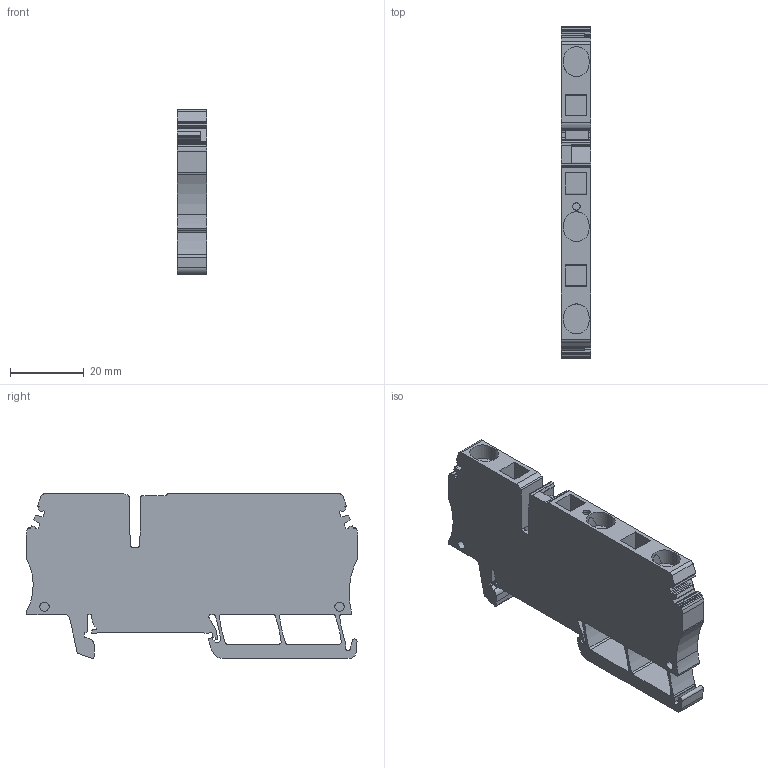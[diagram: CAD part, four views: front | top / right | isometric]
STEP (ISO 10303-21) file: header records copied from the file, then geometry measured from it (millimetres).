
FILE_DESCRIPTION(('CATIA V5R22 STEP214','CAx-IF Rec.Pracs.--- Model Styling and Organization---1.4--- 2014-01-23'),'2;1');
FILE_NAME ('031598-2_0', '2021-05-27T11:52:00+00:00', ('Weidmueller Interface'), ('Weidmueller'), 'CATIA Version 5-6 Release 2016 SP3 HF44', 'CATIA V5 STEP AP214', 'none');
FILE_SCHEMA(('AUTOMOTIVE_DESIGN { 1 0 10303 214 1 1 1 1 }'));
Length unit declared in the file: millimetre
Products named in the file (1): 7907410000
Bounding box: 8.1 x 90 x 44.7 mm (x, y, z)
Volume: 23586.8 mm3; surface area: 11405.1 mm2
Topology: 1 solids, 1 shells, 297 faces, 852 edges, 568 vertices
Faces by surface type: plane 171, cylinder 112, extrusion 14
Entity records: 9625 total; most frequent: CARTESIAN_POINT 1967, ORIENTED_EDGE 1704, DIRECTION 1349, EDGE_CURVE 852, VECTOR 606, LINE 592, VERTEX_POINT 568, AXIS2_PLACEMENT_3D 492
